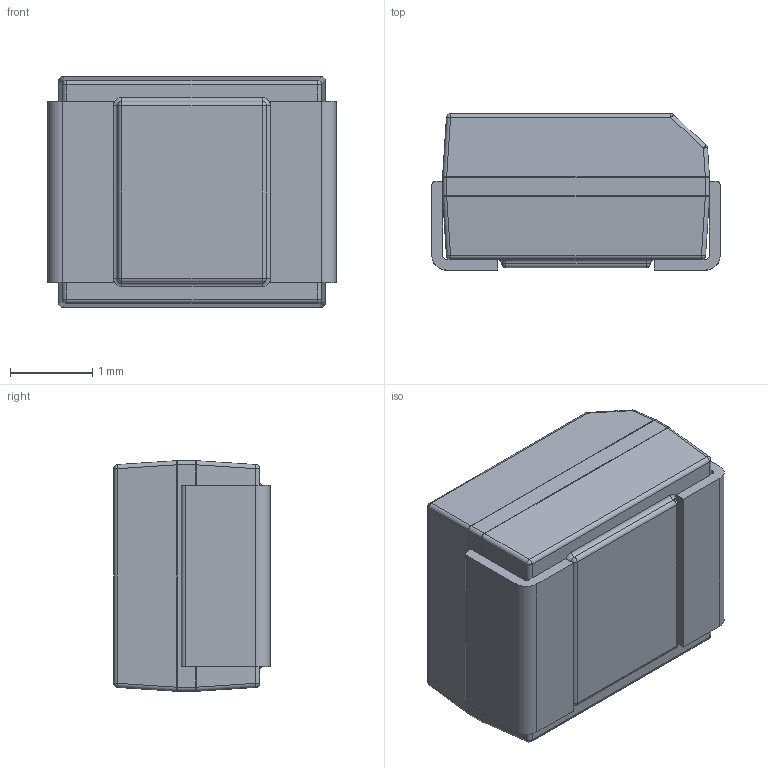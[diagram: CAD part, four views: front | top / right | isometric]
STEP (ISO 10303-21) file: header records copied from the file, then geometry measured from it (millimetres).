
FILE_DESCRIPTION((''),'2;1');
FILE_NAME('CTANTAL_CASE-B_L3-5_W2-8_H1-9','2021-12-02T',('Dragos'),(''),'PRO/ENGINEER BY PARAMETRIC TECHNOLOGY CORPORATION, 2004440','PRO/ENGINEER BY PARAMETRIC TECHNOLOGY CORPORATION, 2004440','');
FILE_SCHEMA(('AUTOMOTIVE_DESIGN { 1 0 10303 214 1 1 1 1 }'));
Length unit declared in the file: millimetre
Products named in the file (1): CTANTAL_CASE-B_L3-5_W2-8_H1-9
Bounding box: 3.5 x 1.9 x 2.8 mm (x, y, z)
Volume: 16.6 mm3; surface area: 47.1 mm2
Topology: 1 solids, 1 shells, 348 faces, 926 edges, 588 vertices
Faces by surface type: plane 276, cylinder 46, sphere 14, bspline 8, torus 4
Entity records: 14069 total; most frequent: CARTESIAN_POINT 2096, ORIENTED_EDGE 1852, DIRECTION 1676, PRESENTATION_STYLE_ASSIGNMENT 965, STYLED_ITEM 928, CURVE_STYLE 927, EDGE_CURVE 926, VECTOR 826
